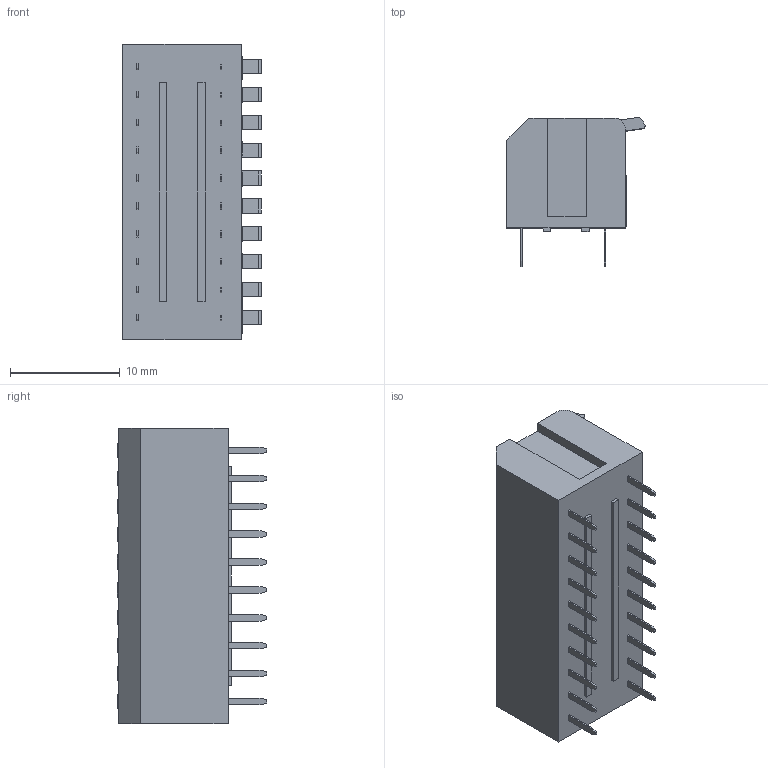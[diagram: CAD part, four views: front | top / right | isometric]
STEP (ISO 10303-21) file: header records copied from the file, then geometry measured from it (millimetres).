
FILE_DESCRIPTION((' '),'2;1');
FILE_NAME('KAP1110E.stp','2017-07-24T13:33:57',(' '),(' '),' ','ACIS',' ');
FILE_SCHEMA(('CONFIG_CONTROL_DESIGN'));
Length unit declared in the file: inch
Products named in the file (1): KAP1110E.stp
Bounding box: 12.61 x 13.59 x 26.96 mm (x, y, z)
Volume: 2750.1 mm3; surface area: 1677.7 mm2
Topology: 21 solids, 21 shells, 641 faces, 1625 edges, 990 vertices
Faces by surface type: plane 502, bspline 108, cylinder 31
Entity records: 19394 total; most frequent: CARTESIAN_POINT 4655, ORIENTED_EDGE 3250, DIRECTION 2541, EDGE_CURVE 1625, VECTOR 1345, LINE 1345, VERTEX_POINT 990, EDGE_LOOP 685
